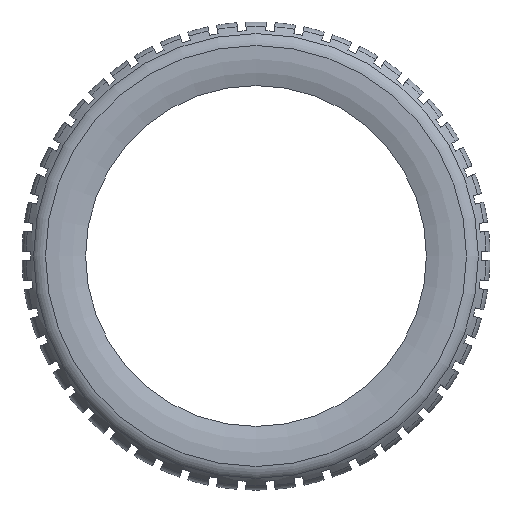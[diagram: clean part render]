
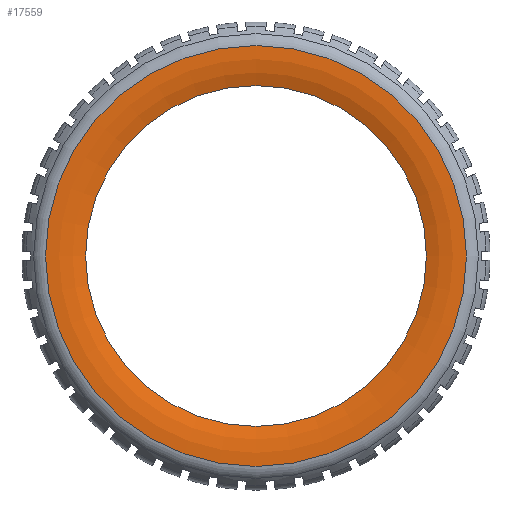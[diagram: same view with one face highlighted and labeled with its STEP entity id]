
A CAD part, left-side view. The second image highlights one B-rep face of the part: STEP entity #17559.
In plain terms, the highlighted toroidal (fillet/blend) face has major radius 581.66 mm and minor radius 243.84 mm.
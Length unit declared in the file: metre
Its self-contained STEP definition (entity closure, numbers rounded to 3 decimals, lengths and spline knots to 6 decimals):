
#1229=TOROIDAL_SURFACE('',#18997,0.58166,0.24384);
#1732=CIRCLE('',#18987,0.49022);
#1739=CIRCLE('',#18998,0.6054);
#2952=ORIENTED_EDGE('',*,*,#8297,.F.);
#2953=ORIENTED_EDGE('',*,*,#8288,.T.);
#8288=EDGE_CURVE('',#10912,#10912,#1732,.T.);
#8297=EDGE_CURVE('',#10921,#10921,#1739,.F.);
#10912=VERTEX_POINT('',#28174);
#10921=VERTEX_POINT('',#28196);
#15452=EDGE_LOOP('',(#2952));
#15453=EDGE_LOOP('',(#2953));
#16404=FACE_BOUND('',#15452,.T.);
#16405=FACE_BOUND('',#15453,.T.);
#17559=ADVANCED_FACE('',(#16404,#16405),#1229,.T.);
#18987=AXIS2_PLACEMENT_3D('',#28173,#21619,#21620);
#18997=AXIS2_PLACEMENT_3D('',#28194,#21641,#21642);
#18998=AXIS2_PLACEMENT_3D('',#28195,#21643,#21644);
#21619=DIRECTION('',(1.,0.,0.));
#21620=DIRECTION('',(0.,0.,1.));
#21641=DIRECTION('',(-1.,0.,0.));
#21642=DIRECTION('',(0.,0.,1.));
#21643=DIRECTION('',(-1.,0.,0.));
#21644=DIRECTION('',(0.,0.,-1.));
#28173=CARTESIAN_POINT('',(-1.38684,-3.935955,-2.101849));
#28174=CARTESIAN_POINT('',(-1.38684,-3.935955,-1.611629));
#28194=CARTESIAN_POINT('',(-1.160794,-3.935955,-2.101849));
#28195=CARTESIAN_POINT('',(-1.403476,-3.935955,-2.101849));
#28196=CARTESIAN_POINT('',(-1.403476,-3.935955,-2.707249));
